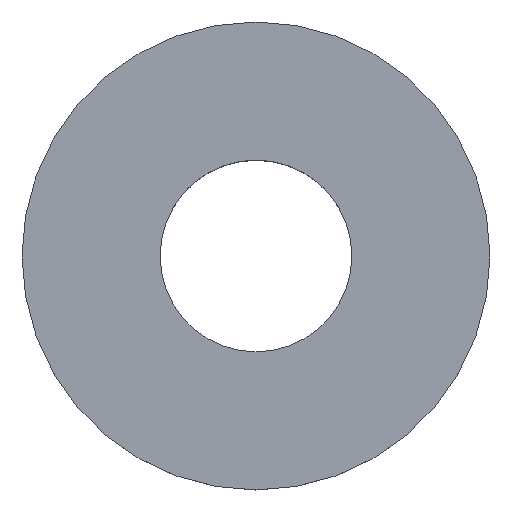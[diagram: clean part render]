
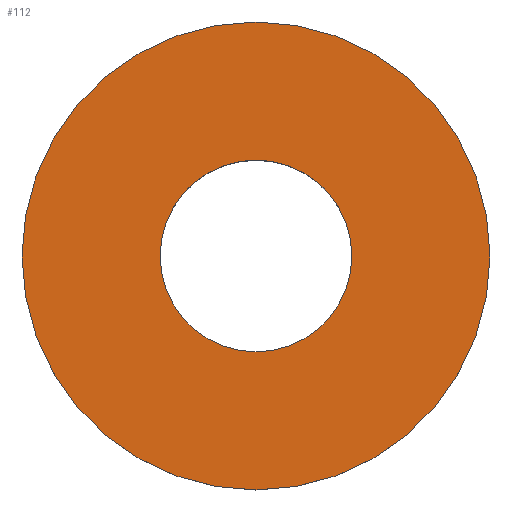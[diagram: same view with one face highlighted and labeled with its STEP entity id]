
A CAD part, top view. The second image highlights one B-rep face of the part: STEP entity #112.
In plain terms, the highlighted planar face has unit normal (0, 0, 1).
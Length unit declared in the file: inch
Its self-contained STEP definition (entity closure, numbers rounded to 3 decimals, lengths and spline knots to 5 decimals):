
#16=FACE_BOUND('',#32,.T.);
#19=PLANE('',#147);
#24=FACE_OUTER_BOUND('',#31,.T.);
#31=EDGE_LOOP('',(#93,#94));
#32=EDGE_LOOP('',(#95,#96));
#42=CIRCLE('',#136,0.25);
#43=CIRCLE('',#137,0.25);
#49=CIRCLE('',#145,0.61);
#50=CIRCLE('',#146,0.61);
#53=VERTEX_POINT('',#193);
#54=VERTEX_POINT('',#194);
#60=VERTEX_POINT('',#210);
#61=VERTEX_POINT('',#211);
#64=EDGE_CURVE('',#53,#54,#42,.T.);
#65=EDGE_CURVE('',#54,#53,#43,.T.);
#72=EDGE_CURVE('',#60,#61,#49,.T.);
#73=EDGE_CURVE('',#61,#60,#50,.T.);
#93=ORIENTED_EDGE('',*,*,#72,.T.);
#94=ORIENTED_EDGE('',*,*,#73,.T.);
#95=ORIENTED_EDGE('',*,*,#64,.T.);
#96=ORIENTED_EDGE('',*,*,#65,.T.);
#112=ADVANCED_FACE('',(#24,#16),#19,.T.);
#136=AXIS2_PLACEMENT_3D('',#195,#156,#157);
#137=AXIS2_PLACEMENT_3D('',#196,#158,#159);
#145=AXIS2_PLACEMENT_3D('',#212,#175,#176);
#146=AXIS2_PLACEMENT_3D('',#213,#177,#178);
#147=AXIS2_PLACEMENT_3D('',#215,#180,#181);
#156=DIRECTION('center_axis',(0.,0.,-1.));
#157=DIRECTION('ref_axis',(1.,0.,0.));
#158=DIRECTION('center_axis',(0.,0.,-1.));
#159=DIRECTION('ref_axis',(1.,0.,0.));
#175=DIRECTION('center_axis',(0.,0.,1.));
#176=DIRECTION('ref_axis',(1.,0.,0.));
#177=DIRECTION('center_axis',(0.,0.,1.));
#178=DIRECTION('ref_axis',(1.,0.,0.));
#180=DIRECTION('center_axis',(0.,0.,1.));
#181=DIRECTION('ref_axis',(1.,0.,0.));
#193=CARTESIAN_POINT('',(0.25,0.,0.3125));
#194=CARTESIAN_POINT('',(-0.25,0.,0.3125));
#195=CARTESIAN_POINT('Origin',(0.,0.,0.3125));
#196=CARTESIAN_POINT('Origin',(0.,0.,0.3125));
#210=CARTESIAN_POINT('',(0.61,0.,0.3125));
#211=CARTESIAN_POINT('',(-0.61,0.,0.3125));
#212=CARTESIAN_POINT('Origin',(0.,0.,0.3125));
#213=CARTESIAN_POINT('Origin',(0.,0.,0.3125));
#215=CARTESIAN_POINT('Origin',(0.,0.,0.3125));
